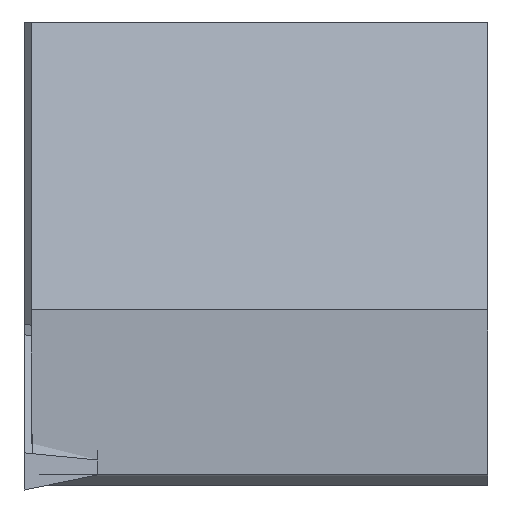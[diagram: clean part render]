
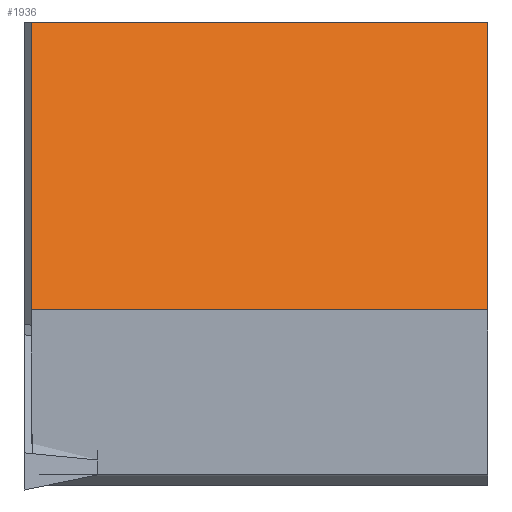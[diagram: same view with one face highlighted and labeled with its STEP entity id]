
A CAD part, left-side view. The second image highlights one B-rep face of the part: STEP entity #1936.
In plain terms, the highlighted planar face has unit normal (-0.616, 0, 0.788).
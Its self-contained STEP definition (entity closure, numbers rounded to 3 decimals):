
#28 = CARTESIAN_POINT ( 'NONE',  ( 0.756, 160.588, -32.425 ) ) ;
#54 = VECTOR ( 'NONE', #946, 1000. ) ;
#76 = DIRECTION ( 'NONE',  ( -0.616, 0., 0.788 ) ) ;
#112 = CARTESIAN_POINT ( 'NONE',  ( 16.66, -20., -20. ) ) ;
#130 = VECTOR ( 'NONE', #1776, 1000. ) ;
#140 = FACE_OUTER_BOUND ( 'NONE', #1854, .T. ) ;
#397 = ORIENTED_EDGE ( 'NONE', *, *, #2148, .F. ) ;
#506 = DIRECTION ( 'NONE',  ( 0.788, 0., 0.616 ) ) ;
#615 = VERTEX_POINT ( 'NONE', #1038 ) ;
#696 = VERTEX_POINT ( 'NONE', #707 ) ;
#707 = CARTESIAN_POINT ( 'NONE',  ( 16.66, -0.3, -20. ) ) ;
#772 = PLANE ( 'NONE',  #902 ) ;
#902 = AXIS2_PLACEMENT_3D ( 'NONE', #1429, #76, #1619 ) ;
#946 = DIRECTION ( 'NONE',  ( 0.788, 0., 0.616 ) ) ;
#1038 = CARTESIAN_POINT ( 'NONE',  ( 0.756, -20., -32.425 ) ) ;
#1176 = CARTESIAN_POINT ( 'NONE',  ( 0., -0.3, -33.016 ) ) ;
#1266 = LINE ( 'NONE', #1591, #130 ) ;
#1347 = ORIENTED_EDGE ( 'NONE', *, *, #2143, .T. ) ;
#1429 = CARTESIAN_POINT ( 'NONE',  ( 0., 160.588, -33.016 ) ) ;
#1591 = CARTESIAN_POINT ( 'NONE',  ( 16.66, 160.588, -20. ) ) ;
#1619 = DIRECTION ( 'NONE',  ( -0.788, 0., -0.616 ) ) ;
#1631 = ORIENTED_EDGE ( 'NONE', *, *, #2133, .T. ) ;
#1659 = CARTESIAN_POINT ( 'NONE',  ( 0.756, -0.3, -32.425 ) ) ;
#1720 = LINE ( 'NONE', #2343, #54 ) ;
#1776 = DIRECTION ( 'NONE',  ( 0., -1., 0. ) ) ;
#1779 = VECTOR ( 'NONE', #2132, 1000. ) ;
#1854 = EDGE_LOOP ( 'NONE', ( #1631, #1347, #397, #2042 ) ) ;
#1896 = VERTEX_POINT ( 'NONE', #112 ) ;
#1936 = ADVANCED_FACE ( 'NONE', ( #140 ), #772, .T. ) ;
#2042 = ORIENTED_EDGE ( 'NONE', *, *, #2151, .F. ) ;
#2132 = DIRECTION ( 'NONE',  ( 0., -1., 0. ) ) ;
#2133 = EDGE_CURVE ( 'NONE', #2577, #615, #2286, .T. ) ;
#2143 = EDGE_CURVE ( 'NONE', #615, #1896, #1720, .T. ) ;
#2148 = EDGE_CURVE ( 'NONE', #696, #1896, #1266, .T. ) ;
#2151 = EDGE_CURVE ( 'NONE', #2577, #696, #2227, .T. ) ;
#2227 = LINE ( 'NONE', #1176, #2686 ) ;
#2286 = LINE ( 'NONE', #28, #1779 ) ;
#2343 = CARTESIAN_POINT ( 'NONE',  ( -3.388, -20., -35.663 ) ) ;
#2577 = VERTEX_POINT ( 'NONE', #1659 ) ;
#2686 = VECTOR ( 'NONE', #506, 1000. ) ;
